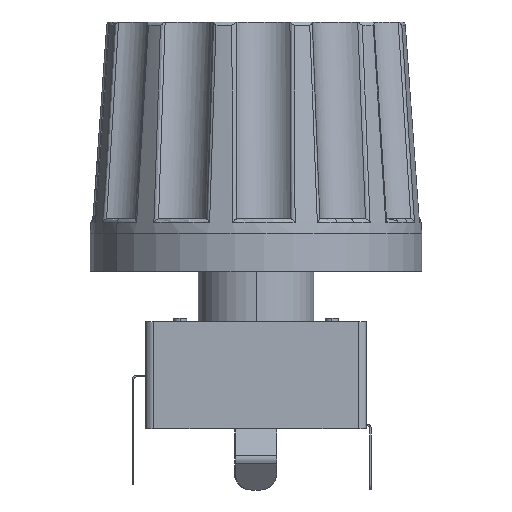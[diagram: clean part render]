
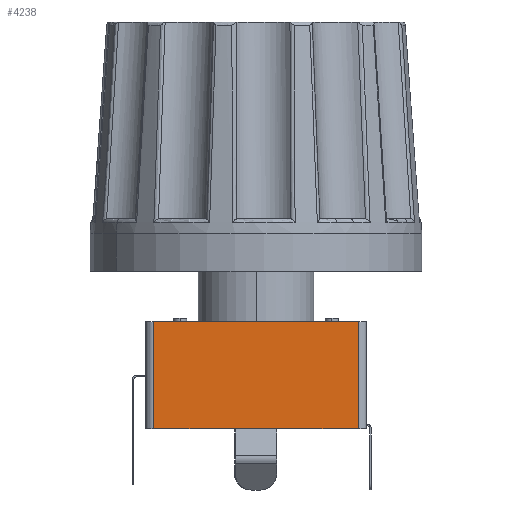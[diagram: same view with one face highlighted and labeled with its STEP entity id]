
A CAD part, left-side view. The second image highlights one B-rep face of the part: STEP entity #4238.
In plain terms, the highlighted planar face has unit normal (-1, 0, 0).
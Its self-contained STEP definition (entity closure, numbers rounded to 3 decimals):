
#119 = VECTOR ( 'NONE', #5713, 1000. ) ;
#311 = CARTESIAN_POINT ( 'NONE',  ( -6.25, 1.25, 0. ) ) ;
#469 = VERTEX_POINT ( 'NONE', #5438 ) ;
#519 = DIRECTION ( 'NONE',  ( 0., -1., 0. ) ) ;
#673 = AXIS2_PLACEMENT_3D ( 'NONE', #5164, #7085, #2789 ) ;
#1039 = VERTEX_POINT ( 'NONE', #3848 ) ;
#1072 = LINE ( 'NONE', #311, #5520 ) ;
#1150 = EDGE_CURVE ( 'NONE', #7537, #5675, #3369, .T. ) ;
#1229 = EDGE_LOOP ( 'NONE', ( #6891, #3308, #7806, #7993, #4701, #2140 ) ) ;
#1355 = EDGE_CURVE ( 'NONE', #5675, #469, #6188, .T. ) ;
#1372 = CARTESIAN_POINT ( 'NONE',  ( -6.25, 6.2, 6.5 ) ) ;
#1832 = CARTESIAN_POINT ( 'NONE',  ( -6.25, -1.25, 0. ) ) ;
#1958 = VECTOR ( 'NONE', #4685, 1000. ) ;
#2140 = ORIENTED_EDGE ( 'NONE', *, *, #4313, .T. ) ;
#2186 = EDGE_CURVE ( 'NONE', #1039, #4906, #4972, .T. ) ;
#2212 = CARTESIAN_POINT ( 'NONE',  ( -6.25, 6.2, 6.5 ) ) ;
#2254 = PLANE ( 'NONE',  #673 ) ;
#2472 = CARTESIAN_POINT ( 'NONE',  ( -6.25, 6.2, 0. ) ) ;
#2511 = DIRECTION ( 'NONE',  ( 0., -1., 0. ) ) ;
#2704 = FACE_OUTER_BOUND ( 'NONE', #1229, .T. ) ;
#2789 = DIRECTION ( 'NONE',  ( 0., 1., 0. ) ) ;
#3308 = ORIENTED_EDGE ( 'NONE', *, *, #5627, .F. ) ;
#3369 = LINE ( 'NONE', #6427, #119 ) ;
#3848 = CARTESIAN_POINT ( 'NONE',  ( -6.25, 6.2, 0. ) ) ;
#3918 = VECTOR ( 'NONE', #2511, 1000. ) ;
#3990 = EDGE_CURVE ( 'NONE', #5180, #469, #4771, .T. ) ;
#4238 = ADVANCED_FACE ( 'NONE', ( #2704 ), #2254, .F. ) ;
#4257 = DIRECTION ( 'NONE',  ( 0., 0., -1. ) ) ;
#4313 = EDGE_CURVE ( 'NONE', #7537, #1039, #5292, .T. ) ;
#4685 = DIRECTION ( 'NONE',  ( 0., 0., -1. ) ) ;
#4701 = ORIENTED_EDGE ( 'NONE', *, *, #1150, .F. ) ;
#4735 = DIRECTION ( 'NONE',  ( 0., 1., 0. ) ) ;
#4771 = LINE ( 'NONE', #7827, #5574 ) ;
#4906 = VERTEX_POINT ( 'NONE', #5814 ) ;
#4972 = LINE ( 'NONE', #2472, #3918 ) ;
#5016 = CARTESIAN_POINT ( 'NONE',  ( -6.25, -6.2, 6.5 ) ) ;
#5164 = CARTESIAN_POINT ( 'NONE',  ( -6.25, 6.2, 6.5 ) ) ;
#5180 = VERTEX_POINT ( 'NONE', #1832 ) ;
#5292 = LINE ( 'NONE', #2212, #1958 ) ;
#5438 = CARTESIAN_POINT ( 'NONE',  ( -6.25, -6.2, 0. ) ) ;
#5520 = VECTOR ( 'NONE', #4735, 1000. ) ;
#5574 = VECTOR ( 'NONE', #519, 1000. ) ;
#5627 = EDGE_CURVE ( 'NONE', #5180, #4906, #1072, .T. ) ;
#5675 = VERTEX_POINT ( 'NONE', #6589 ) ;
#5713 = DIRECTION ( 'NONE',  ( 0., -1., 0. ) ) ;
#5814 = CARTESIAN_POINT ( 'NONE',  ( -6.25, 1.25, 0. ) ) ;
#6188 = LINE ( 'NONE', #5016, #7855 ) ;
#6427 = CARTESIAN_POINT ( 'NONE',  ( -6.25, 6.2, 6.5 ) ) ;
#6589 = CARTESIAN_POINT ( 'NONE',  ( -6.25, -6.2, 6.5 ) ) ;
#6891 = ORIENTED_EDGE ( 'NONE', *, *, #2186, .T. ) ;
#7085 = DIRECTION ( 'NONE',  ( 1., 0., 0. ) ) ;
#7537 = VERTEX_POINT ( 'NONE', #1372 ) ;
#7806 = ORIENTED_EDGE ( 'NONE', *, *, #3990, .T. ) ;
#7827 = CARTESIAN_POINT ( 'NONE',  ( -6.25, 6.2, 0. ) ) ;
#7855 = VECTOR ( 'NONE', #4257, 1000. ) ;
#7993 = ORIENTED_EDGE ( 'NONE', *, *, #1355, .F. ) ;
